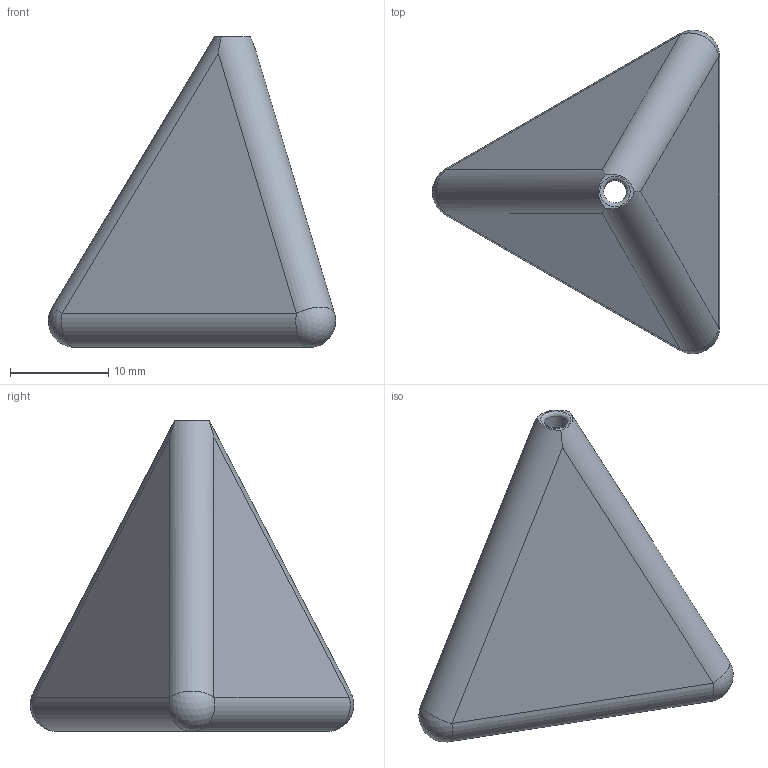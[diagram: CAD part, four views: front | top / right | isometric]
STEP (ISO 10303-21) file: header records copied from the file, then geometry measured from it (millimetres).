
FILE_DESCRIPTION(/* description */ (''),/* implementation_level */ '2;1');
FILE_NAME(/* name */ 'triangular counterweight v9.step',/* time_stamp */ '2024-08-18T18:53:00-04:00',/* author */ (''),/* organization */ (''),/* preprocessor_version */ 'ST-DEVELOPER v20',/* originating_system */ 'Autodesk Translation Framework v13.14.0.145',/* authorisation */ '');
FILE_SCHEMA (('AUTOMOTIVE_DESIGN { 1 0 10303 214 3 1 1 }'));
Length unit declared in the file: millimetre
Products named in the file (1): triangular counterweight
Bounding box: 29.19 x 32.86 x 31.57 mm (x, y, z)
Volume: 7990 mm3; surface area: 2676.3 mm2
Topology: 1 solids, 1 shells, 17 faces, 35 edges, 20 vertices
Faces by surface type: cylinder 7, plane 5, sphere 3, torus 2
Full cylindrical faces by diameter (mm): 2.31 x1
Entity records: 488 total; most frequent: DIRECTION 93, CARTESIAN_POINT 73, ORIENTED_EDGE 70, AXIS2_PLACEMENT_3D 40, EDGE_CURVE 35, VERTEX_POINT 20, EDGE_LOOP 19, FACE_OUTER_BOUND 17
